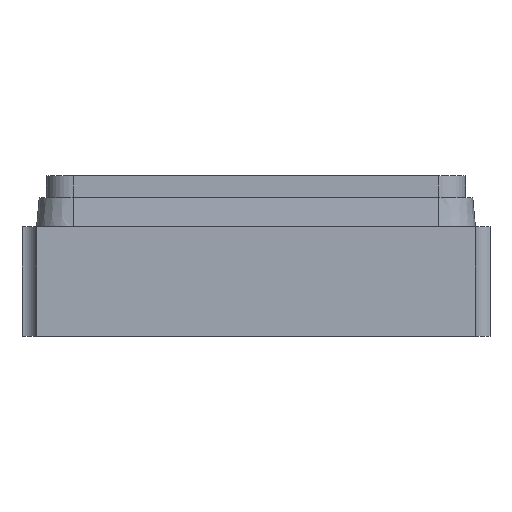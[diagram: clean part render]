
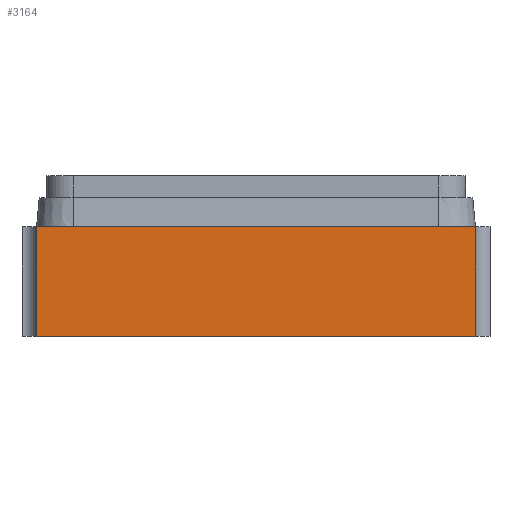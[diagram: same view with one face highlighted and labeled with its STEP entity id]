
A CAD part, left-side view. The second image highlights one B-rep face of the part: STEP entity #3164.
In plain terms, the highlighted face is planar.
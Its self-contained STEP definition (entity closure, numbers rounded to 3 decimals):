
#119=LINE('',#4770,#232);
#120=LINE('',#4775,#233);
#127=LINE('',#4901,#240);
#129=LINE('',#4941,#242);
#232=VECTOR('',#3667,1000.);
#233=VECTOR('',#3672,1000.);
#240=VECTOR('',#3705,1000.);
#242=VECTOR('',#3715,1000.);
#1008=ORIENTED_EDGE('',*,*,#1439,.T.);
#1009=ORIENTED_EDGE('',*,*,#1397,.F.);
#1010=ORIENTED_EDGE('',*,*,#1429,.F.);
#1011=ORIENTED_EDGE('',*,*,#1395,.T.);
#1395=EDGE_CURVE('',#1663,#1665,#119,.T.);
#1397=EDGE_CURVE('',#1666,#1668,#120,.T.);
#1429=EDGE_CURVE('',#1663,#1666,#127,.T.);
#1439=EDGE_CURVE('',#1665,#1668,#129,.T.);
#1663=VERTEX_POINT('',#4765);
#1665=VERTEX_POINT('',#4769);
#1666=VERTEX_POINT('',#4773);
#1668=VERTEX_POINT('',#4776);
#1894=EDGE_LOOP('',(#1008,#1009,#1010,#1011));
#2042=FACE_BOUND('',#1894,.T.);
#2136=PLANE('',#3335);
#3164=ADVANCED_FACE('',(#2042),#2136,.F.);
#3335=AXIS2_PLACEMENT_3D('',#4977,#3743,#3744);
#3667=DIRECTION('',(0.,0.,-1.));
#3672=DIRECTION('',(0.,0.,-1.));
#3705=DIRECTION('',(1.,0.,0.));
#3715=DIRECTION('',(1.,0.,0.));
#3743=DIRECTION('',(0.,1.,0.));
#3744=DIRECTION('',(0.,0.,1.));
#4765=CARTESIAN_POINT('',(-1.5,-1.25,0.75));
#4769=CARTESIAN_POINT('',(-1.5,-1.25,0.));
#4770=CARTESIAN_POINT('',(-1.5,-1.25,0.75));
#4773=CARTESIAN_POINT('',(1.5,-1.25,0.75));
#4775=CARTESIAN_POINT('',(1.5,-1.25,0.75));
#4776=CARTESIAN_POINT('',(1.5,-1.25,0.));
#4901=CARTESIAN_POINT('',(-1.5,-1.25,0.75));
#4941=CARTESIAN_POINT('',(-1.5,-1.25,0.));
#4977=CARTESIAN_POINT('',(-1.5,-1.25,0.75));
